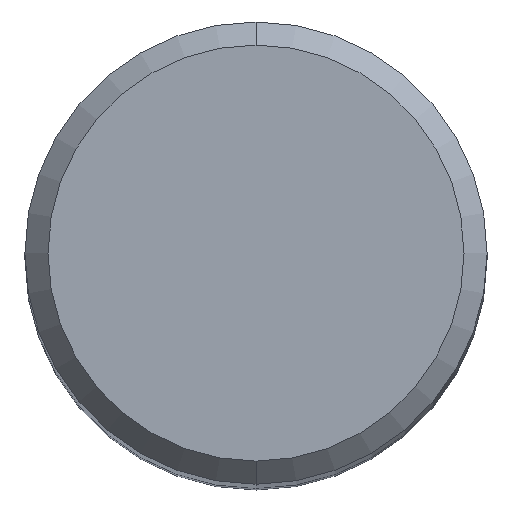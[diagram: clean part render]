
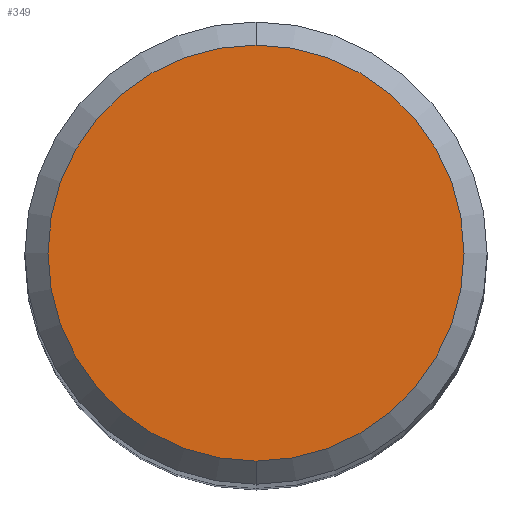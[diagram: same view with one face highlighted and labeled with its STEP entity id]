
A CAD part, top view. The second image highlights one B-rep face of the part: STEP entity #349.
In plain terms, the highlighted planar face has unit normal (0, 0, 1).
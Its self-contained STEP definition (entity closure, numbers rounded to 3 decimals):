
#199=EDGE_CURVE('',#241,#213,#467,.T.);
#213=VERTEX_POINT('',#482);
#241=VERTEX_POINT('',#517);
#257=EDGE_CURVE('',#213,#241,#536,.T.);
#349=ADVANCED_FACE('',(#636),#637,.T.);
#467=CIRCLE('',#833,7.2);
#482=CARTESIAN_POINT('',(0.0,7.2,0.0));
#517=CARTESIAN_POINT('',(0.,-7.2,0.0));
#536=CIRCLE('',#961,7.2);
#636=FACE_OUTER_BOUND('',#1182,.T.);
#637=PLANE('',#1183);
#833=AXIS2_PLACEMENT_3D('',#1376,#1377,#1378);
#961=AXIS2_PLACEMENT_3D('',#1487,#1488,#1489);
#1182=EDGE_LOOP('',(#1588,#1589));
#1183=AXIS2_PLACEMENT_3D('',#1590,#1591,#1592);
#1376=CARTESIAN_POINT('',(0.0,0.0,0.0));
#1377=DIRECTION('',(0.0,0.0,-1.0));
#1378=DIRECTION('',(0.0,1.0,0.0));
#1487=CARTESIAN_POINT('',(0.0,0.0,0.0));
#1488=DIRECTION('',(0.0,0.0,-1.0));
#1489=DIRECTION('',(0.0,1.0,0.0));
#1588=ORIENTED_EDGE('',*,*,#257,.F.);
#1589=ORIENTED_EDGE('',*,*,#199,.F.);
#1590=CARTESIAN_POINT('',(0.0,3.6,0.0));
#1591=DIRECTION('',(-0.0,0.0,1.0));
#1592=DIRECTION('',(0.0,-1.0,0.0));
